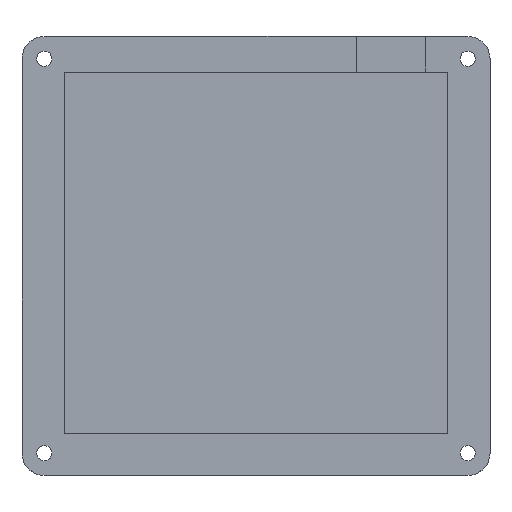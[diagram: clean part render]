
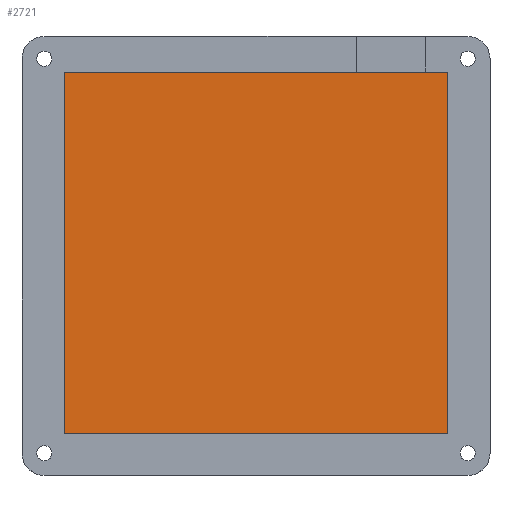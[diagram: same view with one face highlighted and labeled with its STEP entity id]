
A CAD part, top view. The second image highlights one B-rep face of the part: STEP entity #2721.
In plain terms, the highlighted planar face has unit normal (0, 0, 1).
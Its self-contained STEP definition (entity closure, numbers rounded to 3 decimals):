
#257=PLANE('',#2865);
#394=FACE_OUTER_BOUND('',#557,.T.);
#557=EDGE_LOOP('',(#2513,#2514,#2515,#2516));
#803=LINE('',#4950,#1060);
#822=LINE('',#5004,#1079);
#823=LINE('',#5005,#1080);
#824=LINE('',#5006,#1081);
#1060=VECTOR('',#3311,10.);
#1079=VECTOR('',#3366,10.);
#1080=VECTOR('',#3367,10.);
#1081=VECTOR('',#3368,10.);
#1367=VERTEX_POINT('',#4947);
#1368=VERTEX_POINT('',#4949);
#1384=VERTEX_POINT('',#5002);
#1385=VERTEX_POINT('',#5003);
#1739=EDGE_CURVE('',#1367,#1368,#803,.T.);
#1766=EDGE_CURVE('',#1384,#1385,#822,.T.);
#1767=EDGE_CURVE('',#1368,#1384,#823,.T.);
#1768=EDGE_CURVE('',#1385,#1367,#824,.T.);
#2513=ORIENTED_EDGE('',*,*,#1766,.F.);
#2514=ORIENTED_EDGE('',*,*,#1767,.F.);
#2515=ORIENTED_EDGE('',*,*,#1739,.F.);
#2516=ORIENTED_EDGE('',*,*,#1768,.F.);
#2721=ADVANCED_FACE('',(#394),#257,.T.);
#2865=AXIS2_PLACEMENT_3D('',#5001,#3364,#3365);
#3311=DIRECTION('',(1.,0.,0.));
#3364=DIRECTION('center_axis',(0.,0.,1.));
#3365=DIRECTION('ref_axis',(1.,0.,0.));
#3366=DIRECTION('',(-1.,0.,0.));
#3367=DIRECTION('',(0.,-1.,0.));
#3368=DIRECTION('',(0.,1.,0.));
#4947=CARTESIAN_POINT('',(-51.725,49.536,3.));
#4949=CARTESIAN_POINT('',(34.275,49.536,3.));
#4950=CARTESIAN_POINT('',(-30.225,49.536,3.));
#5001=CARTESIAN_POINT('Origin',(-8.725,9.036,3.));
#5002=CARTESIAN_POINT('',(34.275,-31.464,3.));
#5003=CARTESIAN_POINT('',(-51.725,-31.464,3.));
#5004=CARTESIAN_POINT('',(12.775,-31.464,3.));
#5005=CARTESIAN_POINT('',(34.275,29.286,3.));
#5006=CARTESIAN_POINT('',(-51.725,-11.214,3.));
